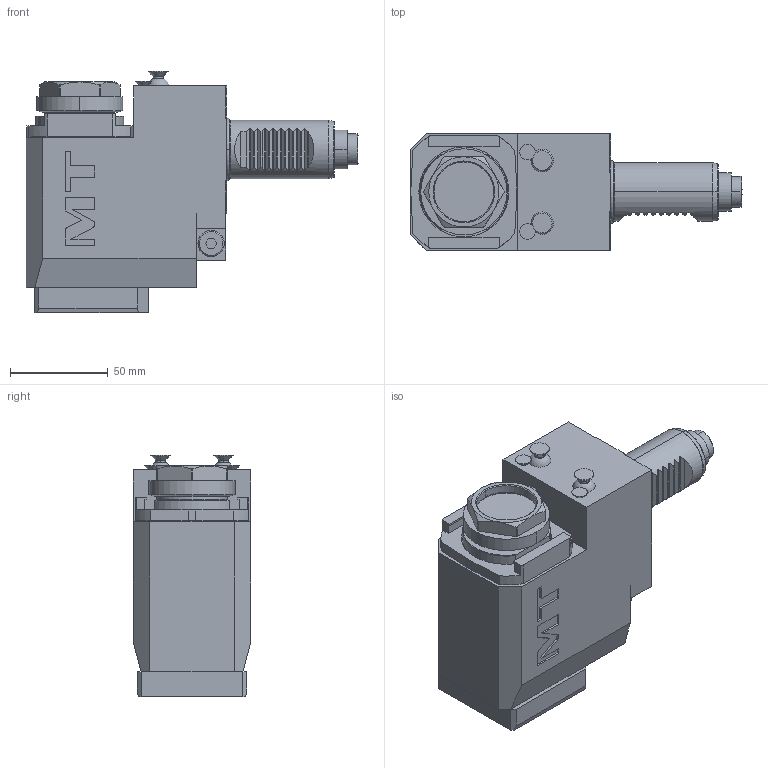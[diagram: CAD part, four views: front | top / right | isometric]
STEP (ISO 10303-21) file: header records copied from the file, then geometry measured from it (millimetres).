
FILE_DESCRIPTION((''),'2;1');
FILE_NAME('SAU0641232_CONF','2023-11-16T15:08:21',('smalpassi'),('M.T. srl'),'CREO PARAMETRIC BY PTC INC, 2021072','CREO PARAMETRIC BY PTC INC, 2021072','');
FILE_SCHEMA(('CONFIG_CONTROL_DESIGN'));
Length unit declared in the file: millimetre
Products named in the file (1): SAU0641232_CONF
Bounding box: 169.5 x 60 x 123.55 mm (x, y, z)
Volume: 637638.9 mm3; surface area: 68513.8 mm2
Topology: 2 solids, 2 shells, 306 faces, 767 edges, 496 vertices
Faces by surface type: plane 179, cylinder 70, cone 35, torus 16, extrusion 4, sphere 2
Entity records: 9938 total; most frequent: CARTESIAN_POINT 2521, ORIENTED_EDGE 1534, DIRECTION 1502, EDGE_CURVE 767, AXIS2_PLACEMENT_3D 505, VERTEX_POINT 496, VECTOR 492, LINE 488
